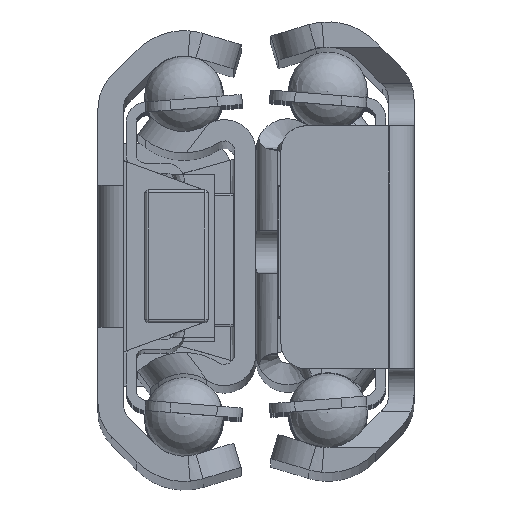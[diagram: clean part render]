
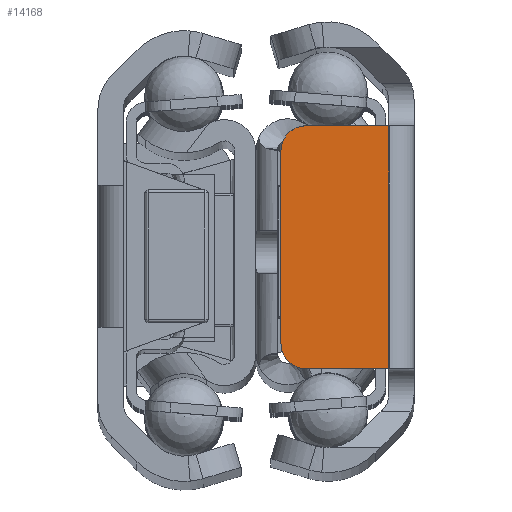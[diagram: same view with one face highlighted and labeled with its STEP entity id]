
A CAD part, top view. The second image highlights one B-rep face of the part: STEP entity #14168.
In plain terms, the highlighted planar face has unit normal (0, 0, 1).
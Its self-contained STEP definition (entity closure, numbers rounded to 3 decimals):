
#516=PLANE('',#15144);
#908=FACE_OUTER_BOUND('',#1694,.T.);
#1694=EDGE_LOOP('',(#9673,#9674,#9675,#9676,#9677,#9678));
#2538=LINE('',#21097,#3947);
#2541=LINE('',#21122,#3950);
#2544=LINE('',#21128,#3953);
#2545=LINE('',#21132,#3954);
#3947=VECTOR('',#16741,10.);
#3950=VECTOR('',#16752,10.);
#3953=VECTOR('',#16757,10.);
#3954=VECTOR('',#16760,10.);
#5308=CIRCLE('',#15145,1.5);
#5309=CIRCLE('',#15146,1.5);
#5997=VERTEX_POINT('',#21094);
#5998=VERTEX_POINT('',#21096);
#6002=VERTEX_POINT('',#21121);
#6004=VERTEX_POINT('',#21127);
#6005=VERTEX_POINT('',#21129);
#6006=VERTEX_POINT('',#21131);
#7396=EDGE_CURVE('',#5997,#5998,#2538,.T.);
#7403=EDGE_CURVE('',#6002,#5998,#2541,.T.);
#7406=EDGE_CURVE('',#5997,#6004,#2544,.T.);
#7407=EDGE_CURVE('',#6005,#6004,#5308,.T.);
#7408=EDGE_CURVE('',#6005,#6006,#2545,.T.);
#7409=EDGE_CURVE('',#6002,#6006,#5309,.T.);
#9673=ORIENTED_EDGE('',*,*,#7396,.F.);
#9674=ORIENTED_EDGE('',*,*,#7406,.T.);
#9675=ORIENTED_EDGE('',*,*,#7407,.F.);
#9676=ORIENTED_EDGE('',*,*,#7408,.T.);
#9677=ORIENTED_EDGE('',*,*,#7409,.F.);
#9678=ORIENTED_EDGE('',*,*,#7403,.T.);
#14168=ADVANCED_FACE('',(#908),#516,.T.);
#15144=AXIS2_PLACEMENT_3D('',#21126,#16755,#16756);
#15145=AXIS2_PLACEMENT_3D('',#21130,#16758,#16759);
#15146=AXIS2_PLACEMENT_3D('',#21133,#16761,#16762);
#16741=DIRECTION('',(-1.,0.,0.));
#16752=DIRECTION('',(0.,-1.,0.));
#16755=DIRECTION('center_axis',(0.,0.,1.));
#16756=DIRECTION('ref_axis',(1.,0.,0.));
#16757=DIRECTION('',(0.,1.,0.));
#16758=DIRECTION('center_axis',(0.,0.,-1.));
#16759=DIRECTION('ref_axis',(0.707,0.707,0.));
#16760=DIRECTION('',(-1.,0.,0.));
#16761=DIRECTION('center_axis',(0.,0.,-1.));
#16762=DIRECTION('ref_axis',(-0.707,0.707,0.));
#21094=CARTESIAN_POINT('',(7.3,-3.68,150.));
#21096=CARTESIAN_POINT('',(-7.3,-3.68,150.));
#21097=CARTESIAN_POINT('',(4.433,-3.68,150.));
#21121=CARTESIAN_POINT('',(-7.3,1.32,150.));
#21122=CARTESIAN_POINT('',(-7.3,-3.846,150.));
#21126=CARTESIAN_POINT('Origin',(0.,-2.512,
150.));
#21127=CARTESIAN_POINT('',(7.3,1.32,150.));
#21128=CARTESIAN_POINT('',(7.3,-3.846,150.));
#21129=CARTESIAN_POINT('',(5.8,2.82,150.));
#21130=CARTESIAN_POINT('Origin',(5.8,1.32,150.));
#21131=CARTESIAN_POINT('',(-5.8,2.82,150.));
#21132=CARTESIAN_POINT('',(7.3,2.82,150.));
#21133=CARTESIAN_POINT('Origin',(-5.8,1.32,150.));
